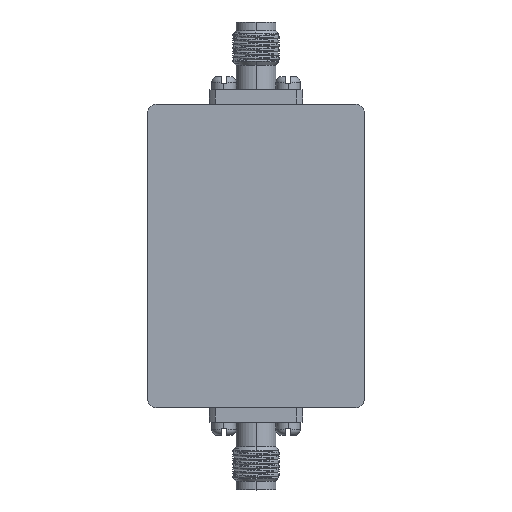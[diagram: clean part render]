
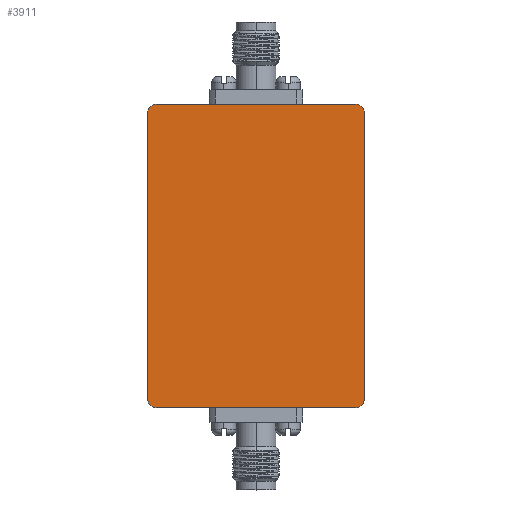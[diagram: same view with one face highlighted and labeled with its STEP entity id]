
A CAD part, top view. The second image highlights one B-rep face of the part: STEP entity #3911.
In plain terms, the highlighted planar face has unit normal (0, 0, 1).
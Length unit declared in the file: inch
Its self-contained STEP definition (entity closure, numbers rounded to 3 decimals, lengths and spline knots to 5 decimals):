
#27 = LINE ( 'NONE', #6753, #5908 ) ;
#136 = VERTEX_POINT ( 'NONE', #7912 ) ;
#177 = CARTESIAN_POINT ( 'NONE',  ( -0.49213, 0.68898, 0.47244 ) ) ;
#254 = DIRECTION ( 'NONE',  ( 0., 0., 1. ) ) ;
#317 = EDGE_CURVE ( 'NONE', #8153, #5197, #8757, .T. ) ;
#485 = ORIENTED_EDGE ( 'NONE', *, *, #2231, .F. ) ;
#566 = CIRCLE ( 'NONE', #2794, 0.03937 ) ;
#666 = CARTESIAN_POINT ( 'NONE',  ( -0.45276, 0.03937, 0.47244 ) ) ;
#725 = LINE ( 'NONE', #8098, #2163 ) ;
#732 = EDGE_CURVE ( 'NONE', #8153, #6594, #2314, .T. ) ;
#761 = DIRECTION ( 'NONE',  ( 0., 0., 1. ) ) ;
#904 = CARTESIAN_POINT ( 'NONE',  ( 0.45276, 0.03937, 0.47244 ) ) ;
#1127 = CARTESIAN_POINT ( 'NONE',  ( 0.49213, 0.03937, 0.47244 ) ) ;
#1250 = EDGE_CURVE ( 'NONE', #5771, #136, #27, .T. ) ;
#1317 = DIRECTION ( 'NONE',  ( 0., -1., 0. ) ) ;
#1483 = AXIS2_PLACEMENT_3D ( 'NONE', #5256, #9687, #5209 ) ;
#1709 = DIRECTION ( 'NONE',  ( 0., 0., 1. ) ) ;
#2098 = FACE_OUTER_BOUND ( 'NONE', #4645, .T. ) ;
#2163 = VECTOR ( 'NONE', #1317, 39.37008 ) ;
#2231 = EDGE_CURVE ( 'NONE', #4919, #5197, #8497, .T. ) ;
#2243 = CARTESIAN_POINT ( 'NONE',  ( 0., 0.68898, 0.47244 ) ) ;
#2314 = LINE ( 'NONE', #6810, #9538 ) ;
#2355 = AXIS2_PLACEMENT_3D ( 'NONE', #666, #5113, #4512 ) ;
#2794 = AXIS2_PLACEMENT_3D ( 'NONE', #9324, #1709, #3285 ) ;
#2917 = ORIENTED_EDGE ( 'NONE', *, *, #4110, .T. ) ;
#3055 = DIRECTION ( 'NONE',  ( 1., 0., 0. ) ) ;
#3066 = CARTESIAN_POINT ( 'NONE',  ( -0.49213, 0.03937, 0.47244 ) ) ;
#3285 = DIRECTION ( 'NONE',  ( 1., 0., 0. ) ) ;
#3491 = EDGE_CURVE ( 'NONE', #4919, #136, #4066, .T. ) ;
#3538 = ORIENTED_EDGE ( 'NONE', *, *, #3491, .T. ) ;
#3903 = ORIENTED_EDGE ( 'NONE', *, *, #317, .T. ) ;
#3911 = ADVANCED_FACE ( 'NONE', ( #2098 ), #9633, .T. ) ;
#4066 = CIRCLE ( 'NONE', #2355, 0.03937 ) ;
#4110 = EDGE_CURVE ( 'NONE', #5771, #6474, #7689, .T. ) ;
#4212 = ORIENTED_EDGE ( 'NONE', *, *, #9587, .T. ) ;
#4360 = DIRECTION ( 'NONE',  ( 1., 0., 0. ) ) ;
#4512 = DIRECTION ( 'NONE',  ( 1., 0., 0. ) ) ;
#4645 = EDGE_LOOP ( 'NONE', ( #5568, #2917, #6827, #4212, #8424, #3903, #485, #3538 ) ) ;
#4919 = VERTEX_POINT ( 'NONE', #3066 ) ;
#5074 = CARTESIAN_POINT ( 'NONE',  ( -0.49213, 1.33858, 0.47244 ) ) ;
#5113 = DIRECTION ( 'NONE',  ( 0., 0., 1. ) ) ;
#5162 = DIRECTION ( 'NONE',  ( -1., 0., 0. ) ) ;
#5197 = VERTEX_POINT ( 'NONE', #5074 ) ;
#5209 = DIRECTION ( 'NONE',  ( 1., 0., 0. ) ) ;
#5256 = CARTESIAN_POINT ( 'NONE',  ( -0.45276, 1.33858, 0.47244 ) ) ;
#5383 = CARTESIAN_POINT ( 'NONE',  ( -0.45276, 1.37795, 0.47244 ) ) ;
#5546 = CARTESIAN_POINT ( 'NONE',  ( 0.49213, 1.33858, 0.47244 ) ) ;
#5568 = ORIENTED_EDGE ( 'NONE', *, *, #1250, .F. ) ;
#5771 = VERTEX_POINT ( 'NONE', #9339 ) ;
#5908 = VECTOR ( 'NONE', #5162, 39.37008 ) ;
#6198 = DIRECTION ( 'NONE',  ( 1., 0., 0. ) ) ;
#6474 = VERTEX_POINT ( 'NONE', #1127 ) ;
#6566 = AXIS2_PLACEMENT_3D ( 'NONE', #2243, #761, #4360 ) ;
#6594 = VERTEX_POINT ( 'NONE', #7088 ) ;
#6753 = CARTESIAN_POINT ( 'NONE',  ( 0., 0., 0.47244 ) ) ;
#6810 = CARTESIAN_POINT ( 'NONE',  ( 0., 1.37795, 0.47244 ) ) ;
#6827 = ORIENTED_EDGE ( 'NONE', *, *, #8819, .F. ) ;
#7088 = CARTESIAN_POINT ( 'NONE',  ( 0.45276, 1.37795, 0.47244 ) ) ;
#7659 = VECTOR ( 'NONE', #7753, 39.37008 ) ;
#7678 = AXIS2_PLACEMENT_3D ( 'NONE', #904, #254, #6198 ) ;
#7689 = CIRCLE ( 'NONE', #7678, 0.03937 ) ;
#7753 = DIRECTION ( 'NONE',  ( 0., 1., 0. ) ) ;
#7912 = CARTESIAN_POINT ( 'NONE',  ( -0.45276, 0., 0.47244 ) ) ;
#8098 = CARTESIAN_POINT ( 'NONE',  ( 0.49213, 0.68898, 0.47244 ) ) ;
#8153 = VERTEX_POINT ( 'NONE', #5383 ) ;
#8424 = ORIENTED_EDGE ( 'NONE', *, *, #732, .F. ) ;
#8497 = LINE ( 'NONE', #177, #7659 ) ;
#8757 = CIRCLE ( 'NONE', #1483, 0.03937 ) ;
#8819 = EDGE_CURVE ( 'NONE', #9589, #6474, #725, .T. ) ;
#9324 = CARTESIAN_POINT ( 'NONE',  ( 0.45276, 1.33858, 0.47244 ) ) ;
#9339 = CARTESIAN_POINT ( 'NONE',  ( 0.45276, 0., 0.47244 ) ) ;
#9538 = VECTOR ( 'NONE', #3055, 39.37008 ) ;
#9587 = EDGE_CURVE ( 'NONE', #9589, #6594, #566, .T. ) ;
#9589 = VERTEX_POINT ( 'NONE', #5546 ) ;
#9633 = PLANE ( 'NONE',  #6566 ) ;
#9687 = DIRECTION ( 'NONE',  ( 0., 0., 1. ) ) ;
